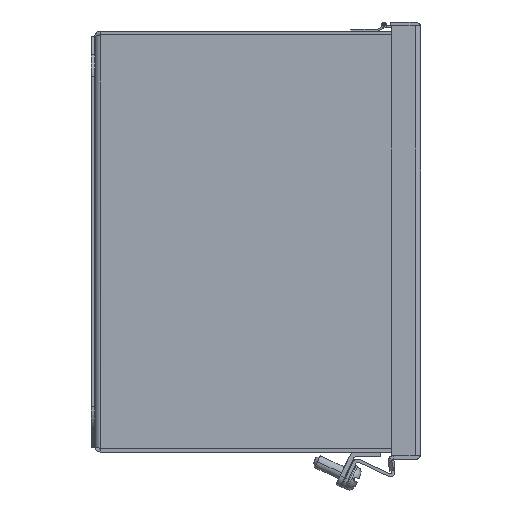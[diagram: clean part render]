
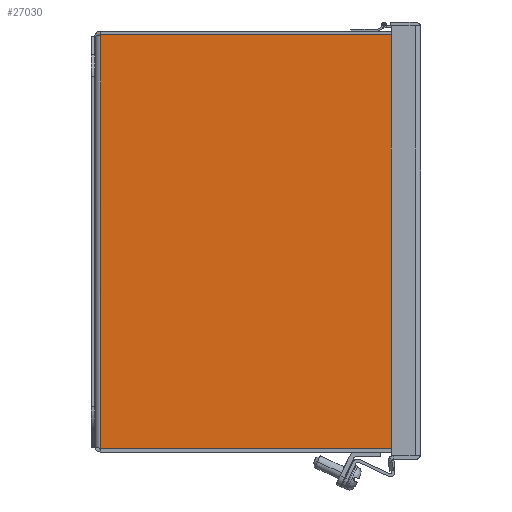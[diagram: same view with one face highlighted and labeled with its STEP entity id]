
A CAD part, front view. The second image highlights one B-rep face of the part: STEP entity #27030.
In plain terms, the highlighted face is planar.
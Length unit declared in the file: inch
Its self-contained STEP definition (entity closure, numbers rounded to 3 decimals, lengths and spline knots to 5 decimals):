
#345 = LINE ( 'NONE', #23010, #6508 ) ;
#908 = EDGE_LOOP ( 'NONE', ( #3309, #16362, #7305, #25241, #27875, #4894 ) ) ;
#1950 = EDGE_CURVE ( 'NONE', #36822, #35567, #32625, .T. ) ;
#3309 = ORIENTED_EDGE ( 'NONE', *, *, #27051, .F. ) ;
#3387 = VERTEX_POINT ( 'NONE', #8046 ) ;
#3824 = LINE ( 'NONE', #26218, #10059 ) ;
#4172 = AXIS2_PLACEMENT_3D ( 'NONE', #28850, #16765, #10205 ) ;
#4425 = CARTESIAN_POINT ( 'NONE',  ( 3.67789, -5.81545, -5. ) ) ;
#4434 = VERTEX_POINT ( 'NONE', #36963 ) ;
#4442 = DIRECTION ( 'NONE',  ( -1., 0., 0. ) ) ;
#4894 = ORIENTED_EDGE ( 'NONE', *, *, #20821, .F. ) ;
#5068 = EDGE_CURVE ( 'NONE', #35567, #3387, #6710, .T. ) ;
#5920 = CIRCLE ( 'NONE', #29504, 0.25 ) ;
#6450 = EDGE_CURVE ( 'NONE', #3387, #25432, #7000, .T. ) ;
#6508 = VECTOR ( 'NONE', #13987, 39.37008 ) ;
#6710 = CIRCLE ( 'NONE', #22525, 0.25 ) ;
#6774 = DIRECTION ( 'NONE',  ( 1., 0., 0. ) ) ;
#7000 = LINE ( 'NONE', #15794, #11332 ) ;
#7305 = ORIENTED_EDGE ( 'NONE', *, *, #5068, .F. ) ;
#8046 = CARTESIAN_POINT ( 'NONE',  ( -3.91588, -5.892, -5. ) ) ;
#10059 = VECTOR ( 'NONE', #4442, 39.37008 ) ;
#10205 = DIRECTION ( 'NONE',  ( 0., -1., 0. ) ) ;
#10615 = DIRECTION ( 'NONE',  ( 0., -1., 0. ) ) ;
#11332 = VECTOR ( 'NONE', #6774, 39.37008 ) ;
#11566 = EDGE_CURVE ( 'NONE', #4434, #36822, #3824, .T. ) ;
#11678 = CARTESIAN_POINT ( 'NONE',  ( -3.92789, -5.81545, -5. ) ) ;
#13987 = DIRECTION ( 'NONE',  ( 0., 1., 0. ) ) ;
#15794 = CARTESIAN_POINT ( 'NONE',  ( -27.406, -5.892, -5. ) ) ;
#16362 = ORIENTED_EDGE ( 'NONE', *, *, #6450, .F. ) ;
#16426 = VECTOR ( 'NONE', #30136, 39.37008 ) ;
#16765 = DIRECTION ( 'NONE',  ( 0., 0., 1. ) ) ;
#19807 = CARTESIAN_POINT ( 'NONE',  ( 3.91588, -5.892, -5. ) ) ;
#20821 = EDGE_CURVE ( 'NONE', #30903, #4434, #345, .T. ) ;
#21927 = PLANE ( 'NONE',  #4172 ) ;
#22525 = AXIS2_PLACEMENT_3D ( 'NONE', #38845, #26406, #23584 ) ;
#23010 = CARTESIAN_POINT ( 'NONE',  ( 3.92789, 0., -5. ) ) ;
#23584 = DIRECTION ( 'NONE',  ( 0., -1., 0. ) ) ;
#25241 = ORIENTED_EDGE ( 'NONE', *, *, #1950, .F. ) ;
#25432 = VERTEX_POINT ( 'NONE', #19807 ) ;
#26218 = CARTESIAN_POINT ( 'NONE',  ( 3.892, -0.108, -5. ) ) ;
#26406 = DIRECTION ( 'NONE',  ( 0., 0., 1. ) ) ;
#26936 = CARTESIAN_POINT ( 'NONE',  ( -3.92789, -0.108, -5. ) ) ;
#27030 = ADVANCED_FACE ( 'NONE', ( #30372 ), #21927, .F. ) ;
#27051 = EDGE_CURVE ( 'NONE', #25432, #30903, #5920, .T. ) ;
#27875 = ORIENTED_EDGE ( 'NONE', *, *, #11566, .F. ) ;
#28850 = CARTESIAN_POINT ( 'NONE',  ( -27.406, 0., -5. ) ) ;
#29504 = AXIS2_PLACEMENT_3D ( 'NONE', #4425, #31808, #10615 ) ;
#30136 = DIRECTION ( 'NONE',  ( 0., -1., 0. ) ) ;
#30372 = FACE_OUTER_BOUND ( 'NONE', #908, .T. ) ;
#30903 = VERTEX_POINT ( 'NONE', #35089 ) ;
#31808 = DIRECTION ( 'NONE',  ( 0., 0., 1. ) ) ;
#32625 = LINE ( 'NONE', #39097, #16426 ) ;
#35089 = CARTESIAN_POINT ( 'NONE',  ( 3.92789, -5.81545, -5. ) ) ;
#35567 = VERTEX_POINT ( 'NONE', #11678 ) ;
#36822 = VERTEX_POINT ( 'NONE', #26936 ) ;
#36963 = CARTESIAN_POINT ( 'NONE',  ( 3.92789, -0.108, -5. ) ) ;
#38845 = CARTESIAN_POINT ( 'NONE',  ( -3.67789, -5.81545, -5. ) ) ;
#39097 = CARTESIAN_POINT ( 'NONE',  ( -3.92789, 0., -5. ) ) ;
